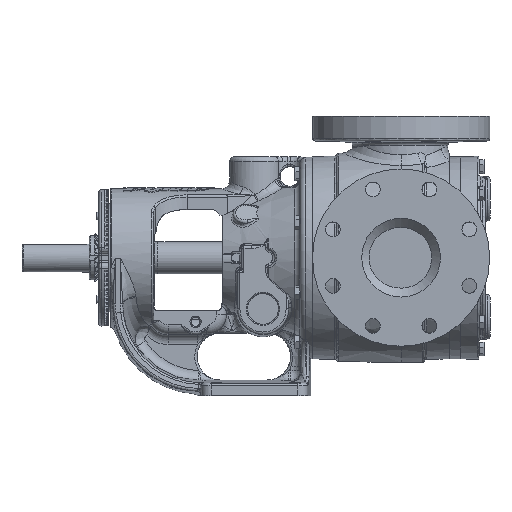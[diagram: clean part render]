
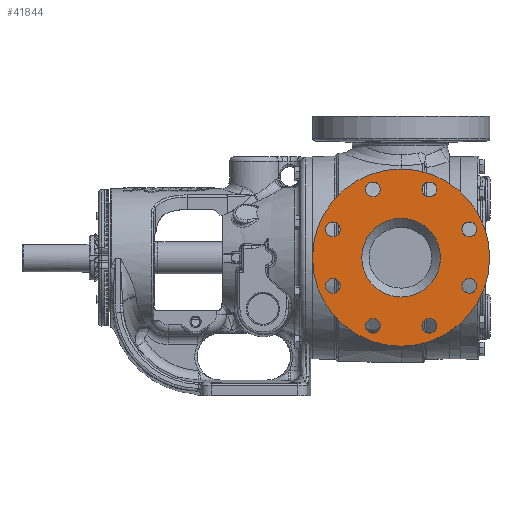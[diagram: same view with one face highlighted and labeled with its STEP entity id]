
A CAD part, top view. The second image highlights one B-rep face of the part: STEP entity #41844.
In plain terms, the highlighted planar face has unit normal (0, 0, 1).
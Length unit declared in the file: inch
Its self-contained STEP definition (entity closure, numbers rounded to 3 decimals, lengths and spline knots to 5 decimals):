
#1183 = EDGE_CURVE ( 'NONE', #73713, #73713, #42842, .T. ) ;
#1794 = DIRECTION ( 'NONE',  ( 0., 0., 1. ) ) ;
#2865 = VERTEX_POINT ( 'NONE', #103094 ) ;
#3453 = CARTESIAN_POINT ( 'NONE',  ( 4.513, 0., 7.19 ) ) ;
#4280 = FACE_BOUND ( 'NONE', #147641, .T. ) ;
#8150 = FACE_BOUND ( 'NONE', #46703, .T. ) ;
#8543 = DIRECTION ( 'NONE',  ( -1., 0., 0. ) ) ;
#8592 = CARTESIAN_POINT ( 'NONE',  ( 9.013, 0., 7.19 ) ) ;
#8817 = DIRECTION ( 'NONE',  ( 0., 0., 1. ) ) ;
#9497 = CARTESIAN_POINT ( 'NONE',  ( 3.07794, 3.46455, 7.19 ) ) ;
#10554 = DIRECTION ( 'NONE',  ( 1., 0., 0. ) ) ;
#11444 = ORIENTED_EDGE ( 'NONE', *, *, #98497, .F. ) ;
#11605 = DIRECTION ( 'NONE',  ( 0., 0., 1. ) ) ;
#12127 = CARTESIAN_POINT ( 'NONE',  ( 1.04845, 1.43506, 7.19 ) ) ;
#13161 = CARTESIAN_POINT ( 'NONE',  ( 3.07794, -3.46455, 7.19 ) ) ;
#15545 = CARTESIAN_POINT ( 'NONE',  ( 5.94806, 3.46455, 7.19 ) ) ;
#15771 = DIRECTION ( 'NONE',  ( 1., 0., 0. ) ) ;
#16294 = CIRCLE ( 'NONE', #100850, 0.375 ) ;
#17949 = EDGE_LOOP ( 'NONE', ( #43388 ) ) ;
#21739 = DIRECTION ( 'NONE',  ( 1., 0., 0. ) ) ;
#24674 = AXIS2_PLACEMENT_3D ( 'NONE', #36316, #122230, #48639 ) ;
#25475 = DIRECTION ( 'NONE',  ( 1., 0., 0. ) ) ;
#27318 = CARTESIAN_POINT ( 'NONE',  ( 3.45294, 3.46455, 7.19 ) ) ;
#27912 = DIRECTION ( 'NONE',  ( 1., 0., 0. ) ) ;
#29679 = EDGE_CURVE ( 'NONE', #79389, #79389, #141017, .T. ) ;
#33450 = CIRCLE ( 'NONE', #38847, 0.375 ) ;
#34045 = ORIENTED_EDGE ( 'NONE', *, *, #108396, .T. ) ;
#36316 = CARTESIAN_POINT ( 'NONE',  ( 4.513, 0., 7.19 ) ) ;
#36960 = FACE_BOUND ( 'NONE', #90529, .T. ) ;
#38847 = AXIS2_PLACEMENT_3D ( 'NONE', #61570, #147392, #73914 ) ;
#40823 = FACE_BOUND ( 'NONE', #67962, .T. ) ;
#41844 = ADVANCED_FACE ( 'Defeatured_0_1399', ( #138790, #73494, #40823, #8150, #134948, #102347, #69619, #36960, #4280, #131098 ), #158156, .T. ) ;
#42842 = CIRCLE ( 'NONE', #134381, 0.375 ) ;
#43038 = EDGE_LOOP ( 'NONE', ( #108022 ) ) ;
#43388 = ORIENTED_EDGE ( 'NONE', *, *, #29679, .F. ) ;
#44456 = EDGE_LOOP ( 'NONE', ( #121032 ) ) ;
#46703 = EDGE_LOOP ( 'NONE', ( #150679 ) ) ;
#48639 = DIRECTION ( 'NONE',  ( 1., 0., 0. ) ) ;
#49547 = EDGE_CURVE ( 'NONE', #125498, #125498, #92990, .T. ) ;
#52040 = CARTESIAN_POINT ( 'NONE',  ( 2.513, 0., 7.19 ) ) ;
#53610 = CARTESIAN_POINT ( 'NONE',  ( 3.45294, -3.46455, 7.19 ) ) ;
#56358 = CARTESIAN_POINT ( 'NONE',  ( 1.42345, 1.43506, 7.19 ) ) ;
#56576 = EDGE_LOOP ( 'NONE', ( #34045 ) ) ;
#56624 = VERTEX_POINT ( 'NONE', #103620 ) ;
#61570 = CARTESIAN_POINT ( 'NONE',  ( 5.94806, -3.46455, 7.19 ) ) ;
#67693 = VERTEX_POINT ( 'NONE', #137422 ) ;
#67962 = EDGE_LOOP ( 'NONE', ( #11444 ) ) ;
#69619 = FACE_BOUND ( 'NONE', #90703, .T. ) ;
#70865 = CARTESIAN_POINT ( 'NONE',  ( 1.42345, -1.43506, 7.19 ) ) ;
#72164 = AXIS2_PLACEMENT_3D ( 'NONE', #75377, #1794, #87678 ) ;
#73277 = DIRECTION ( 'NONE',  ( 0., 0., 1. ) ) ;
#73494 = FACE_BOUND ( 'NONE', #43038, .T. ) ;
#73522 = AXIS2_PLACEMENT_3D ( 'NONE', #13161, #99115, #25475 ) ;
#73713 = VERTEX_POINT ( 'NONE', #56358 ) ;
#73914 = DIRECTION ( 'NONE',  ( 1., 0., 0. ) ) ;
#74054 = VERTEX_POINT ( 'NONE', #27318 ) ;
#75377 = CARTESIAN_POINT ( 'NONE',  ( 7.97755, 1.43506, 7.19 ) ) ;
#75783 = AXIS2_PLACEMENT_3D ( 'NONE', #3453, #89385, #15771 ) ;
#77226 = AXIS2_PLACEMENT_3D ( 'NONE', #155592, #82028, #8543 ) ;
#79389 = VERTEX_POINT ( 'NONE', #8592 ) ;
#82028 = DIRECTION ( 'NONE',  ( 0., 0., -1. ) ) ;
#82312 = CARTESIAN_POINT ( 'NONE',  ( 7.97755, -1.43506, 7.19 ) ) ;
#87678 = DIRECTION ( 'NONE',  ( 1., 0., 0. ) ) ;
#89385 = DIRECTION ( 'NONE',  ( 0., 0., -1. ) ) ;
#90529 = EDGE_LOOP ( 'NONE', ( #93049 ) ) ;
#90703 = EDGE_LOOP ( 'NONE', ( #158810 ) ) ;
#92990 = CIRCLE ( 'NONE', #110468, 0.375 ) ;
#93049 = ORIENTED_EDGE ( 'NONE', *, *, #102560, .F. ) ;
#94705 = DIRECTION ( 'NONE',  ( 1., 0., 0. ) ) ;
#95385 = DIRECTION ( 'NONE',  ( 0., 0., 1. ) ) ;
#96422 = EDGE_CURVE ( 'NONE', #133025, #133025, #33450, .T. ) ;
#98497 = EDGE_CURVE ( 'NONE', #67693, #67693, #153962, .T. ) ;
#99115 = DIRECTION ( 'NONE',  ( 0., 0., 1. ) ) ;
#100305 = CIRCLE ( 'NONE', #73522, 0.375 ) ;
#100850 = AXIS2_PLACEMENT_3D ( 'NONE', #15545, #101568, #27912 ) ;
#101568 = DIRECTION ( 'NONE',  ( 0., 0., 1. ) ) ;
#102347 = FACE_BOUND ( 'NONE', #44456, .T. ) ;
#102560 = EDGE_CURVE ( 'NONE', #74054, #74054, #137550, .T. ) ;
#102932 = VERTEX_POINT ( 'NONE', #52040 ) ;
#103094 = CARTESIAN_POINT ( 'NONE',  ( 8.35255, 1.43506, 7.19 ) ) ;
#103620 = CARTESIAN_POINT ( 'NONE',  ( 6.32306, 3.46455, 7.19 ) ) ;
#104768 = VERTEX_POINT ( 'NONE', #53610 ) ;
#104996 = AXIS2_PLACEMENT_3D ( 'NONE', #82312, #8817, #94705 ) ;
#108022 = ORIENTED_EDGE ( 'NONE', *, *, #142884, .F. ) ;
#108396 = EDGE_CURVE ( 'NONE', #102932, #102932, #125432, .T. ) ;
#110468 = AXIS2_PLACEMENT_3D ( 'NONE', #146741, #73277, #159113 ) ;
#121032 = ORIENTED_EDGE ( 'NONE', *, *, #49547, .F. ) ;
#122230 = DIRECTION ( 'NONE',  ( 0., 0., 1. ) ) ;
#123314 = CIRCLE ( 'NONE', #72164, 0.375 ) ;
#125077 = CARTESIAN_POINT ( 'NONE',  ( 6.32306, -3.46455, 7.19 ) ) ;
#125432 = CIRCLE ( 'NONE', #77226, 2. ) ;
#125498 = VERTEX_POINT ( 'NONE', #70865 ) ;
#125870 = AXIS2_PLACEMENT_3D ( 'NONE', #9497, #95385, #21739 ) ;
#131098 = FACE_OUTER_BOUND ( 'NONE', #17949, .T. ) ;
#133025 = VERTEX_POINT ( 'NONE', #125077 ) ;
#134027 = ORIENTED_EDGE ( 'NONE', *, *, #151981, .F. ) ;
#134381 = AXIS2_PLACEMENT_3D ( 'NONE', #12127, #11605, #10554 ) ;
#134948 = FACE_BOUND ( 'NONE', #155688, .T. ) ;
#137053 = EDGE_CURVE ( 'NONE', #104768, #104768, #100305, .T. ) ;
#137422 = CARTESIAN_POINT ( 'NONE',  ( 8.35255, -1.43506, 7.19 ) ) ;
#137550 = CIRCLE ( 'NONE', #125870, 0.375 ) ;
#138790 = FACE_BOUND ( 'NONE', #56576, .T. ) ;
#141017 = CIRCLE ( 'NONE', #75783, 4.5 ) ;
#142884 = EDGE_CURVE ( 'NONE', #2865, #2865, #123314, .T. ) ;
#142938 = ORIENTED_EDGE ( 'NONE', *, *, #137053, .F. ) ;
#146741 = CARTESIAN_POINT ( 'NONE',  ( 1.04845, -1.43506, 7.19 ) ) ;
#147392 = DIRECTION ( 'NONE',  ( 0., 0., 1. ) ) ;
#147641 = EDGE_LOOP ( 'NONE', ( #134027 ) ) ;
#150679 = ORIENTED_EDGE ( 'NONE', *, *, #96422, .F. ) ;
#151981 = EDGE_CURVE ( 'NONE', #56624, #56624, #16294, .T. ) ;
#153962 = CIRCLE ( 'NONE', #104996, 0.375 ) ;
#155592 = CARTESIAN_POINT ( 'NONE',  ( 4.513, 0., 7.19 ) ) ;
#155688 = EDGE_LOOP ( 'NONE', ( #142938 ) ) ;
#158156 = PLANE ( 'NONE',  #24674 ) ;
#158810 = ORIENTED_EDGE ( 'NONE', *, *, #1183, .F. ) ;
#159113 = DIRECTION ( 'NONE',  ( 1., 0., 0. ) ) ;
